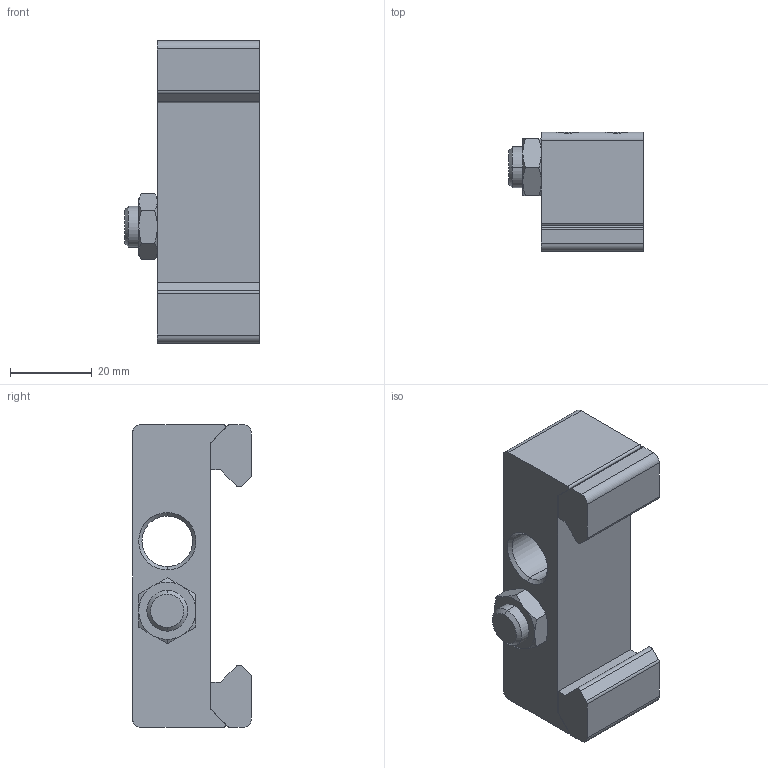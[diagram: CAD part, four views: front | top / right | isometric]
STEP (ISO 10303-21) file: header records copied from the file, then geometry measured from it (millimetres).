
FILE_DESCRIPTION (( 'STEP AP214' ), '1' );
FILE_NAME ('MY-A32A2.STEP', '2018-06-18T07:41:00', ( 'SONIC' ), ( 'UNITCOM PC' ), 'SwSTEP 2.0', 'SolidWorks 2015', '' );
FILE_SCHEMA (( 'AUTOMOTIVE_DESIGN' ));
Length unit declared in the file: millimetre
Products named in the file (3): MY-A32_SPACER; MY-A32_UNIT2; MY-A32A2
Assembly tree (3 placements, depth 2):
  MY-A32A2
    MY-A32_UNIT2
    MY-A32_SPACER  x2
Bounding box: 33 x 29.1 x 74 mm (x, y, z)
Volume: 39482.8 mm3; surface area: 11479.9 mm2
Topology: 3 solids, 3 shells, 124 faces, 308 edges, 196 vertices
Faces by surface type: plane 66, cylinder 30, cone 28
Entity records: 4698 total; most frequent: CARTESIAN_POINT 784, ORIENTED_EDGE 544, DIRECTION 534, EDGE_CURVE 272, AXIS2_PLACEMENT_3D 186, VERTEX_POINT 172, LINE 162, VECTOR 162
